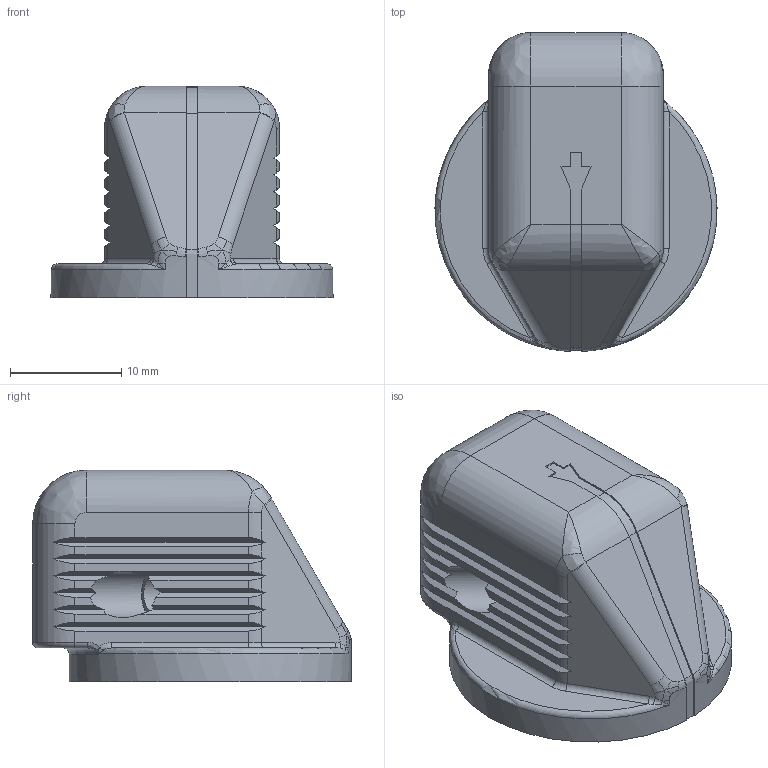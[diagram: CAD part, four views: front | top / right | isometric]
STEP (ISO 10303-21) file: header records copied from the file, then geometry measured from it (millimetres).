
FILE_DESCRIPTION(/* description */ (''),/* implementation_level */ '2;1');
FILE_NAME(/* name */ 'MS21384-04DBN v2-bm.step',/* time_stamp */ '2021-04-03T07:14:30+10:00',/* author */ (''),/* organization */ (''),/* preprocessor_version */ 'ST-DEVELOPER v18.1',/* originating_system */ 'Autodesk Translation Framework v9.10.0.1330',/* authorisation */ '');
FILE_SCHEMA (('AUTOMOTIVE_DESIGN { 1 0 10303 214 3 1 1 }'));
Length unit declared in the file: millimetre
Products named in the file (1): (Unsaved)
Bounding box: 25.39 x 28.69 x 19.05 mm (x, y, z)
Volume: 6488.1 mm3; surface area: 2892.1 mm2
Topology: 1 solids, 1 shells, 168 faces, 463 edges, 294 vertices
Faces by surface type: plane 81, cylinder 40, bspline 40, torus 7
Full cylindrical faces by diameter (mm): 3.4 x2, 4.166 x2
Entity records: 8374 total; most frequent: CARTESIAN_POINT 4248, ORIENTED_EDGE 918, DIRECTION 778, EDGE_CURVE 459, VERTEX_POINT 294, AXIS2_PLACEMENT_3D 284, LINE 210, VECTOR 210
